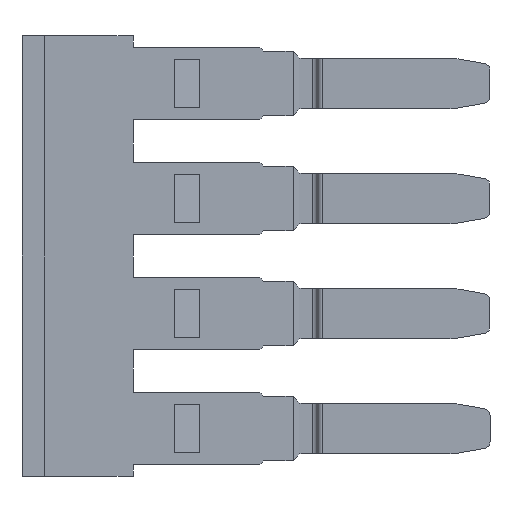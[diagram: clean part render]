
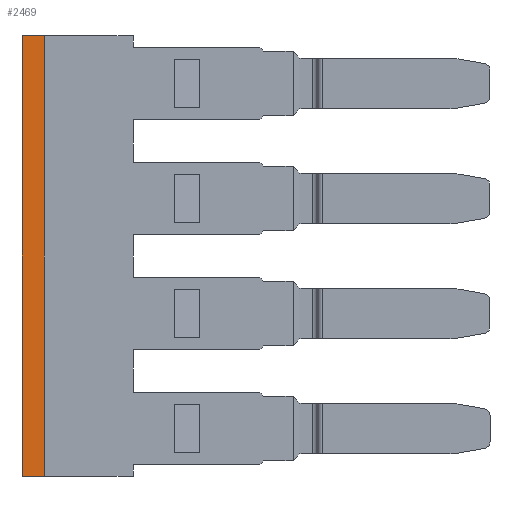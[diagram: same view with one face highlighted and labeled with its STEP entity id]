
A CAD part, left-side view. The second image highlights one B-rep face of the part: STEP entity #2469.
In plain terms, the highlighted planar face has unit normal (-1, 0, 0).
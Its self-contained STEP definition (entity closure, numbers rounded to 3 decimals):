
#268 = EDGE_LOOP ( 'NONE', ( #5613, #5678, #5660, #5665 ) ) ;
#517 = CARTESIAN_POINT ( 'NONE',  ( 1456.068, 1008.543, -100.116 ) ) ;
#520 = DIRECTION ( 'NONE',  ( 0., 0., 1. ) ) ;
#528 = LINE ( 'NONE', #517, #1722 ) ;
#574 = LINE ( 'NONE', #589, #1717 ) ;
#584 = DIRECTION ( 'NONE',  ( 0., 0., 1. ) ) ;
#589 = CARTESIAN_POINT ( 'NONE',  ( 1456.068, 1009.693, -112.331 ) ) ;
#606 = CARTESIAN_POINT ( 'NONE',  ( 1456.068, 1009.693, -99.65 ) ) ;
#621 = DIRECTION ( 'NONE',  ( 0., -1., 0. ) ) ;
#650 = LINE ( 'NONE', #606, #1733 ) ;
#721 = DIRECTION ( 'NONE',  ( 0., 1., 0. ) ) ;
#723 = LINE ( 'NONE', #740, #1750 ) ;
#740 = CARTESIAN_POINT ( 'NONE',  ( 1456.068, 1009.693, -77.05 ) ) ;
#1520 = AXIS2_PLACEMENT_3D ( 'NONE', #2815, #2834, #2840 ) ;
#1717 = VECTOR ( 'NONE', #584, 1000. ) ;
#1722 = VECTOR ( 'NONE', #520, 1000. ) ;
#1733 = VECTOR ( 'NONE', #621, 1000. ) ;
#1750 = VECTOR ( 'NONE', #721, 1000. ) ;
#1948 = EDGE_CURVE ( 'NONE', #5320, #5318, #528, .T. ) ;
#1959 = EDGE_CURVE ( 'NONE', #5250, #5324, #574, .T. ) ;
#1974 = EDGE_CURVE ( 'NONE', #5250, #5320, #650, .T. ) ;
#1999 = EDGE_CURVE ( 'NONE', #5318, #5324, #723, .T. ) ;
#2469 = ADVANCED_FACE ( 'NONE', ( #2822 ), #2817, .T. ) ;
#2815 = CARTESIAN_POINT ( 'NONE',  ( 1456.068, 1009.693, -112.331 ) ) ;
#2817 = PLANE ( 'NONE',  #1520 ) ;
#2822 = FACE_OUTER_BOUND ( 'NONE', #268, .T. ) ;
#2834 = DIRECTION ( 'NONE',  ( -1., 0., 0. ) ) ;
#2840 = DIRECTION ( 'NONE',  ( 0., -1., 0. ) ) ;
#3448 = CARTESIAN_POINT ( 'NONE',  ( 1456.068, 1009.693, -99.65 ) ) ;
#3488 = CARTESIAN_POINT ( 'NONE',  ( 1456.068, 1008.543, -77.05 ) ) ;
#3521 = CARTESIAN_POINT ( 'NONE',  ( 1456.068, 1009.693, -77.05 ) ) ;
#3522 = CARTESIAN_POINT ( 'NONE',  ( 1456.068, 1008.543, -99.65 ) ) ;
#5250 = VERTEX_POINT ( 'NONE', #3448 ) ;
#5318 = VERTEX_POINT ( 'NONE', #3488 ) ;
#5320 = VERTEX_POINT ( 'NONE', #3522 ) ;
#5324 = VERTEX_POINT ( 'NONE', #3521 ) ;
#5613 = ORIENTED_EDGE ( 'NONE', *, *, #1948, .T. ) ;
#5660 = ORIENTED_EDGE ( 'NONE', *, *, #1959, .F. ) ;
#5665 = ORIENTED_EDGE ( 'NONE', *, *, #1974, .T. ) ;
#5678 = ORIENTED_EDGE ( 'NONE', *, *, #1999, .T. ) ;
